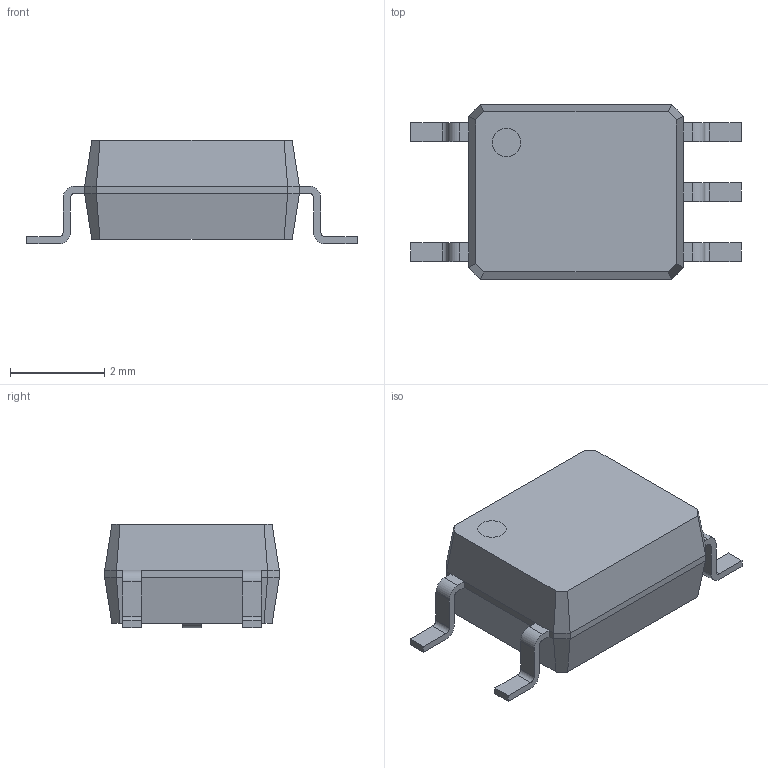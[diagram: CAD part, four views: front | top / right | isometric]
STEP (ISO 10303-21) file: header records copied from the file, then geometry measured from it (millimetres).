
FILE_DESCRIPTION(/* description */ ('model of SO-5-6_4.55x3.7mm_P1.27mm'),/* implementation_level */ '2;1');
FILE_NAME(/* name */ 'SO-5-6_4.55x3.7mm_P1.27mm.step',/* time_stamp */ '2024-04-04T15:14:49',/* author */ ('KiCAD','kicad'),/* organization */ ('OCCT'),/* preprocessor_version */ '',/* originating_system */ 'KiCAD',/* authorisation */ '');
FILE_SCHEMA(('AUTOMOTIVE_DESIGN { 1 0 10303 214 1 1 1 1 }'));
Length unit declared in the file: millimetre
Products named in the file (1): SO-5-6_4.55x3.7mm_P1.27mm
Bounding box: 7 x 3.7 x 2.2 mm (x, y, z)
Volume: 33.4 mm3; surface area: 73.2 mm2
Topology: 1 solids, 1 shells, 102 faces, 270 edges, 171 vertices
Faces by surface type: plane 66, cylinder 20, bspline 16
Entity records: 4007 total; most frequent: CARTESIAN_POINT 616, ORIENTED_EDGE 540, DIRECTION 461, EDGE_CURVE 270, LINE 205, VECTOR 205, VERTEX_POINT 171, AXIS2_PLACEMENT_3D 128
